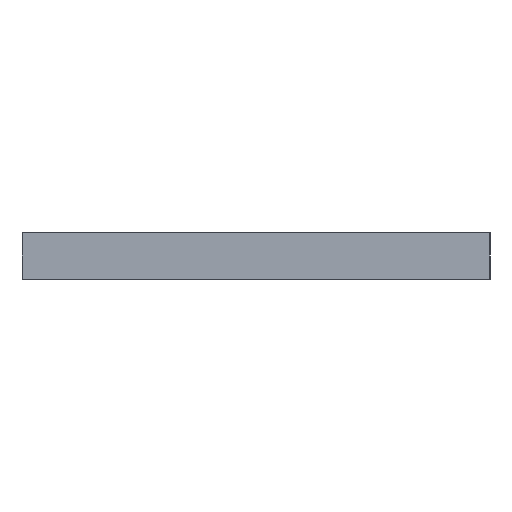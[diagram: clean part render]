
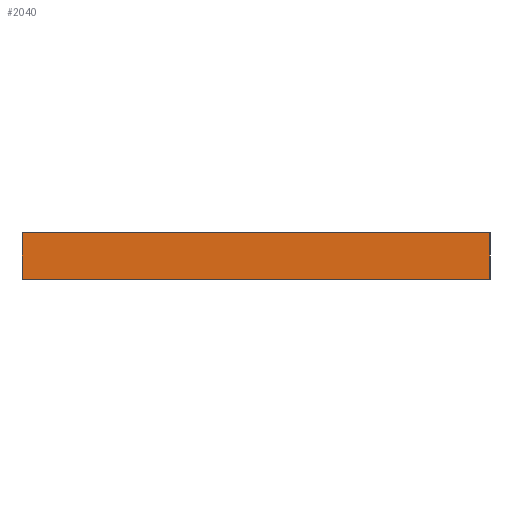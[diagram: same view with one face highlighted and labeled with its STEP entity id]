
A CAD part, left-side view. The second image highlights one B-rep face of the part: STEP entity #2040.
In plain terms, the highlighted planar face has unit normal (-1, 0, 0).
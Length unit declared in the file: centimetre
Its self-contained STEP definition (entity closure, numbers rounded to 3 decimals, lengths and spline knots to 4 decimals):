
#94=PLANE('',#2230);
#194=FACE_OUTER_BOUND('',#294,.T.);
#294=EDGE_LOOP('',(#1696,#1697,#1698,#1699));
#522=LINE('',#3397,#728);
#523=LINE('',#3400,#729);
#524=LINE('',#3402,#730);
#525=LINE('',#3403,#731);
#728=VECTOR('',#2804,1.);
#729=VECTOR('',#2807,1.);
#730=VECTOR('',#2808,1.);
#731=VECTOR('',#2809,1.);
#1014=VERTEX_POINT('',#3393);
#1015=VERTEX_POINT('',#3395);
#1016=VERTEX_POINT('',#3399);
#1017=VERTEX_POINT('',#3401);
#1306=EDGE_CURVE('',#1014,#1015,#522,.T.);
#1307=EDGE_CURVE('',#1016,#1014,#523,.T.);
#1308=EDGE_CURVE('',#1017,#1015,#524,.T.);
#1309=EDGE_CURVE('',#1016,#1017,#525,.T.);
#1696=ORIENTED_EDGE('',*,*,#1307,.T.);
#1697=ORIENTED_EDGE('',*,*,#1306,.T.);
#1698=ORIENTED_EDGE('',*,*,#1308,.F.);
#1699=ORIENTED_EDGE('',*,*,#1309,.F.);
#2040=ADVANCED_FACE('',(#194),#94,.T.);
#2230=AXIS2_PLACEMENT_3D('',#3398,#2805,#2806);
#2804=DIRECTION('',(0.,0.,1.));
#2805=DIRECTION('center_axis',(-1.,0.,0.));
#2806=DIRECTION('ref_axis',(0.,-1.,0.));
#2807=DIRECTION('',(0.,-1.,0.));
#2808=DIRECTION('',(0.,-1.,0.));
#2809=DIRECTION('',(0.,0.,1.));
#3393=CARTESIAN_POINT('',(-70.,-100.,0.));
#3395=CARTESIAN_POINT('',(-70.,-100.,20.));
#3397=CARTESIAN_POINT('',(-70.,-100.,0.));
#3398=CARTESIAN_POINT('Origin',(-70.,100.,0.));
#3399=CARTESIAN_POINT('',(-70.,100.,0.));
#3400=CARTESIAN_POINT('',(-70.,100.,0.));
#3401=CARTESIAN_POINT('',(-70.,100.,20.));
#3402=CARTESIAN_POINT('',(-70.,100.,20.));
#3403=CARTESIAN_POINT('',(-70.,100.,0.));
